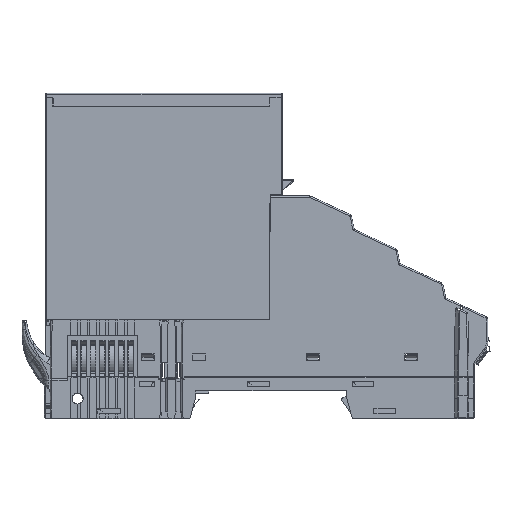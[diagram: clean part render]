
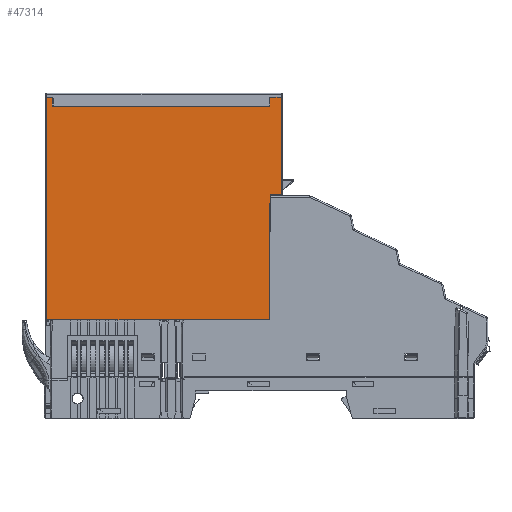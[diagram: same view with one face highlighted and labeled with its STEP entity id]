
A CAD part, top view. The second image highlights one B-rep face of the part: STEP entity #47314.
In plain terms, the highlighted planar face has unit normal (0, 0, 1).
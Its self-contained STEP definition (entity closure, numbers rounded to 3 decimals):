
#41179=DIRECTION('',(0.,1.,0.));
#41180=VECTOR('',#41179,22.85);
#41181=CARTESIAN_POINT('',(8.096,39.227,7.15));
#41182=LINE('',#41181,#41180);
#41197=DIRECTION('',(1.,0.,0.));
#41198=VECTOR('',#41197,50.8);
#41199=CARTESIAN_POINT('',(-45.404,59.977,7.15));
#41200=LINE('',#41199,#41198);
#41201=DIRECTION('',(0.,1.,0.));
#41202=VECTOR('',#41201,2.1);
#41203=CARTESIAN_POINT('',(5.396,59.977,7.15));
#41204=LINE('',#41203,#41202);
#41205=DIRECTION('',(1.,0.,0.));
#41206=VECTOR('',#41205,2.7);
#41207=CARTESIAN_POINT('',(5.396,62.077,7.15));
#41208=LINE('',#41207,#41206);
#41209=DIRECTION('',(-1.,0.,0.));
#41210=VECTOR('',#41209,2.62);
#41211=CARTESIAN_POINT('',(8.096,39.227,7.15));
#41212=LINE('',#41211,#41210);
#41213=DIRECTION('',(-0.004,-1.,0.));
#41214=VECTOR('',#41213,28.702);
#41215=CARTESIAN_POINT('',(5.476,39.227,7.15));
#41216=LINE('',#41215,#41214);
#41217=CARTESIAN_POINT('',(5.351,10.525,7.15));
#41218=CARTESIAN_POINT('',(5.349,10.455,7.15));
#41219=CARTESIAN_POINT('',(5.324,10.328,7.15));
#41220=CARTESIAN_POINT('',(5.213,10.164,7.15));
#41221=CARTESIAN_POINT('',(5.048,10.053,7.15));
#41222=CARTESIAN_POINT('',(4.92,10.028,7.15));
#41223=CARTESIAN_POINT('',(4.851,10.027,7.15));
#41225=DIRECTION('',(-1.,0.,0.));
#41226=VECTOR('',#41225,51.555);
#41227=CARTESIAN_POINT('',(4.851,10.027,7.15));
#41228=LINE('',#41227,#41226);
#41229=DIRECTION('',(1.,0.,0.));
#41230=VECTOR('',#41229,1.3);
#41231=CARTESIAN_POINT('',(-46.704,62.077,7.15));
#41232=LINE('',#41231,#41230);
#41233=DIRECTION('',(0.,-1.,0.));
#41234=VECTOR('',#41233,2.1);
#41235=CARTESIAN_POINT('',(-45.404,62.077,7.15));
#41236=LINE('',#41235,#41234);
#41978=DIRECTION('',(0.,-1.,0.));
#41979=VECTOR('',#41978,52.05);
#41980=CARTESIAN_POINT('',(-46.704,62.077,7.15));
#41981=LINE('',#41980,#41979);
#44675=CARTESIAN_POINT('',(8.096,62.077,7.15));
#44677=VERTEX_POINT('',#44675);
#44680=CARTESIAN_POINT('',(8.096,39.227,7.15));
#44682=VERTEX_POINT('',#44680);
#44683=CARTESIAN_POINT('',(-45.404,59.977,7.15));
#44684=CARTESIAN_POINT('',(5.396,59.977,7.15));
#44685=VERTEX_POINT('',#44683);
#44686=VERTEX_POINT('',#44684);
#44687=CARTESIAN_POINT('',(5.396,62.077,7.15));
#44688=VERTEX_POINT('',#44687);
#44689=CARTESIAN_POINT('',(5.476,39.227,7.15));
#44690=VERTEX_POINT('',#44689);
#44691=CARTESIAN_POINT('',(5.351,10.525,7.15));
#44692=VERTEX_POINT('',#44691);
#44693=VERTEX_POINT('',#41223);
#44694=CARTESIAN_POINT('',(-46.704,62.077,7.15));
#44695=CARTESIAN_POINT('',(-45.404,62.077,7.15));
#44696=VERTEX_POINT('',#44694);
#44697=VERTEX_POINT('',#44695);
#45587=CARTESIAN_POINT('',(-46.704,10.027,7.15));
#45588=VERTEX_POINT('',#45587);
#47286=CARTESIAN_POINT('',(-47.004,-16.273,7.15));
#47287=DIRECTION('',(0.,0.,1.));
#47288=DIRECTION('',(1.,0.,0.));
#47289=AXIS2_PLACEMENT_3D('',#47286,#47287,#47288);
#47290=PLANE('',#47289);
#47292=ORIENTED_EDGE('',*,*,#47291,.T.);
#47294=ORIENTED_EDGE('',*,*,#47293,.T.);
#47296=ORIENTED_EDGE('',*,*,#47295,.T.);
#47297=ORIENTED_EDGE('',*,*,#47275,.F.);
#47299=ORIENTED_EDGE('',*,*,#47298,.T.);
#47301=ORIENTED_EDGE('',*,*,#47300,.T.);
#47303=ORIENTED_EDGE('',*,*,#47302,.T.);
#47305=ORIENTED_EDGE('',*,*,#47304,.T.);
#47307=ORIENTED_EDGE('',*,*,#47306,.F.);
#47309=ORIENTED_EDGE('',*,*,#47308,.T.);
#47311=ORIENTED_EDGE('',*,*,#47310,.T.);
#47312=EDGE_LOOP('',(#47292,#47294,#47296,#47297,#47299,#47301,#47303,#47305,
#47307,#47309,#47311));
#47313=FACE_OUTER_BOUND('',#47312,.F.);
#47314=ADVANCED_FACE('',(#47313),#47290,.T.);
#41224=B_SPLINE_CURVE_WITH_KNOTS('',3,(#41217,#41218,#41219,#41220,#41221,
#41222,#41223),.UNSPECIFIED.,.F.,.F.,(4,1,1,1,4),(0.,0.25,0.5,0.75,
1.),.UNSPECIFIED.);
#47275=EDGE_CURVE('',#44682,#44677,#41182,.T.);
#47291=EDGE_CURVE('',#44685,#44686,#41200,.T.);
#47293=EDGE_CURVE('',#44686,#44688,#41204,.T.);
#47295=EDGE_CURVE('',#44688,#44677,#41208,.T.);
#47298=EDGE_CURVE('',#44682,#44690,#41212,.T.);
#47300=EDGE_CURVE('',#44690,#44692,#41216,.T.);
#47302=EDGE_CURVE('',#44692,#44693,#41224,.T.);
#47304=EDGE_CURVE('',#44693,#45588,#41228,.T.);
#47306=EDGE_CURVE('',#44696,#45588,#41981,.T.);
#47308=EDGE_CURVE('',#44696,#44697,#41232,.T.);
#47310=EDGE_CURVE('',#44697,#44685,#41236,.T.);
